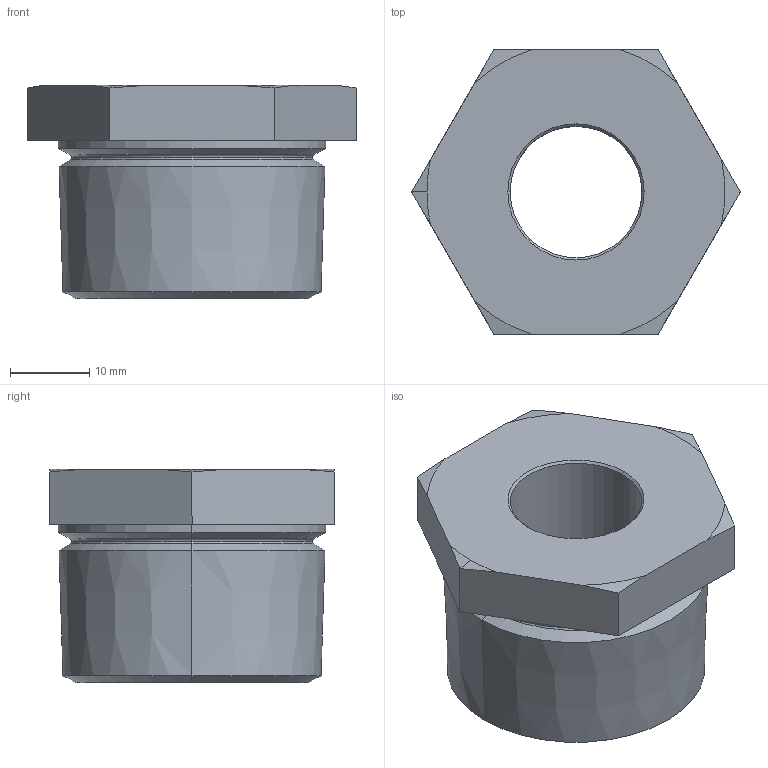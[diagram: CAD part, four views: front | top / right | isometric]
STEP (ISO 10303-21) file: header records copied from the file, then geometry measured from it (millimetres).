
FILE_DESCRIPTION (( 'STEP AP203' ), '1' );
FILE_NAME ('11-0211-11_outokumpu.step', '2015-08-11T12:45:44', ( '' ), ( '' ), 'SwSTEP 2.0', 'SolidWorks 2008', '' );
FILE_SCHEMA (( 'CONFIG_CONTROL_DESIGN' ));
Length unit declared in the file: millimetre
Products named in the file (1): 11-0211-11_outokumpu
Bounding box: 41.57 x 36 x 27 mm (x, y, z)
Volume: 19017.9 mm3; surface area: 6195.3 mm2
Topology: 1 solids, 1 shells, 36 faces, 82 edges, 49 vertices
Faces by surface type: cone 21, plane 9, torus 4, cylinder 2
Entity records: 1098 total; most frequent: CARTESIAN_POINT 204, DIRECTION 179, ORIENTED_EDGE 164, EDGE_CURVE 82, AXIS2_PLACEMENT_3D 72, VERTEX_POINT 49, EDGE_LOOP 39, ADVANCED_FACE 36
